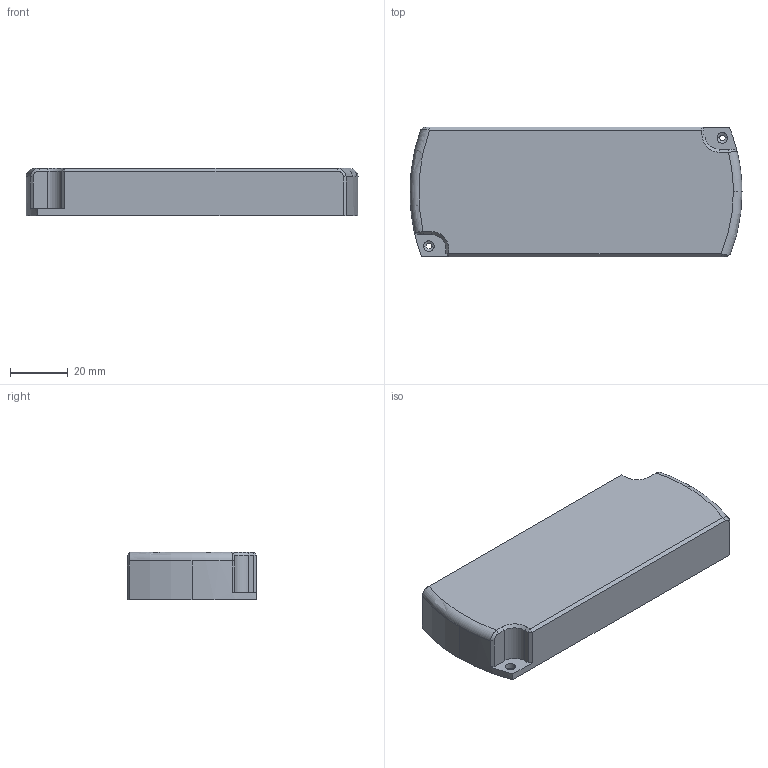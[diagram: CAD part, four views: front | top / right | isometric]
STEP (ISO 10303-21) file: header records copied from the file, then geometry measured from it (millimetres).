
FILE_DESCRIPTION (( 'STEP AP214' ), '1' );
FILE_NAME ('LED Driver F15-350.STEP', '2024-06-12T08:00:24', ( '' ), ( '' ), 'SwSTEP 2.0', 'SolidWorks 2023', '' );
FILE_SCHEMA (( 'AUTOMOTIVE_DESIGN' ));
Length unit declared in the file: millimetre
Products named in the file (1): LED Driver F15-350
Bounding box: 115.38 x 45 x 16.5 mm (x, y, z)
Volume: 81326.3 mm3; surface area: 14948.7 mm2
Topology: 1 solids, 1 shells, 46 faces, 110 edges, 66 vertices
Faces by surface type: plane 24, cylinder 9, cone 6, bspline 4, torus 3
Entity records: 1458 total; most frequent: CARTESIAN_POINT 385, ORIENTED_EDGE 220, DIRECTION 211, EDGE_CURVE 110, AXIS2_PLACEMENT_3D 74, VERTEX_POINT 66, LINE 63, VECTOR 63
